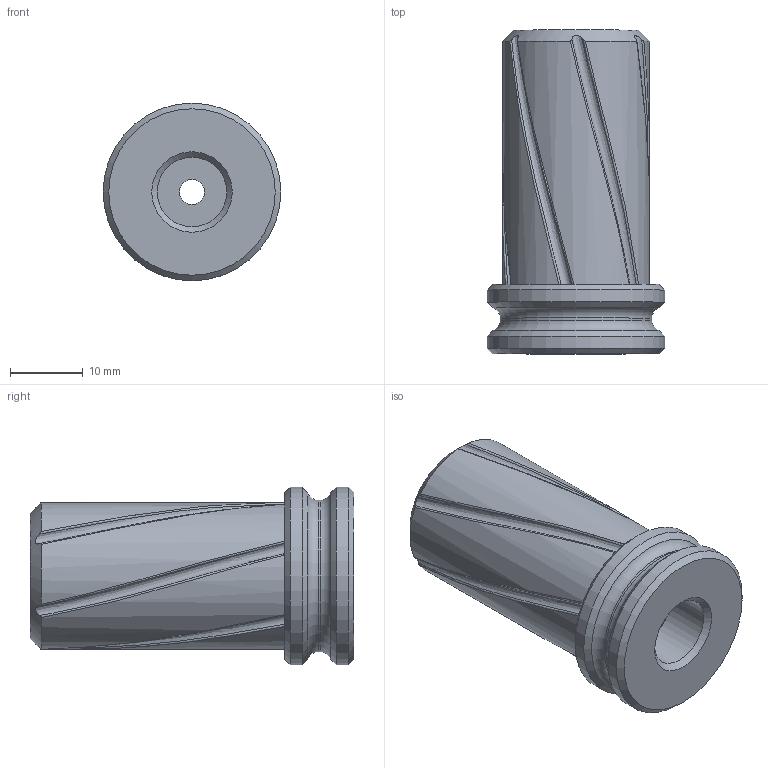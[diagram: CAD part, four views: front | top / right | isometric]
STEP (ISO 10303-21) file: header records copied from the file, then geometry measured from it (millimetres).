
FILE_DESCRIPTION(/* description */ (''),/* implementation_level */ '2;1');
FILE_NAME(/* name */ 'PLUNGER FINAL v12.step',/* time_stamp */ '2021-02-12T11:31:56-05:00',/* author */ (''),/* organization */ (''),/* preprocessor_version */ 'ST-DEVELOPER v18.1',/* originating_system */ 'Autodesk Translation Framework v9.7.0.1280',/* authorisation */ '');
FILE_SCHEMA (('AUTOMOTIVE_DESIGN { 1 0 10303 214 3 1 1 }'));
Length unit declared in the file: inch
Products named in the file (1): PLUNGER FINAL
Bounding box: 24.38 x 44.45 x 24.38 mm (x, y, z)
Volume: 11874 mm3; surface area: 5470.9 mm2
Topology: 1 solids, 1 shells, 65 faces, 225 edges, 166 vertices
Faces by surface type: cylinder 30, bspline 20, plane 7, cone 6, torus 2
Full cylindrical faces by diameter (mm): 3.429 x1, 7.874 x1, 9.525 x1, 10.737 x7, 12.7 x8, 20.828 x1, 24.384 x2
Entity records: 7325 total; most frequent: CARTESIAN_POINT 5619, ORIENTED_EDGE 450, EDGE_CURVE 225, DIRECTION 217, VERTEX_POINT 166, B_SPLINE_CURVE_WITH_KNOTS 148, AXIS2_PLACEMENT_3D 94, EDGE_LOOP 71
